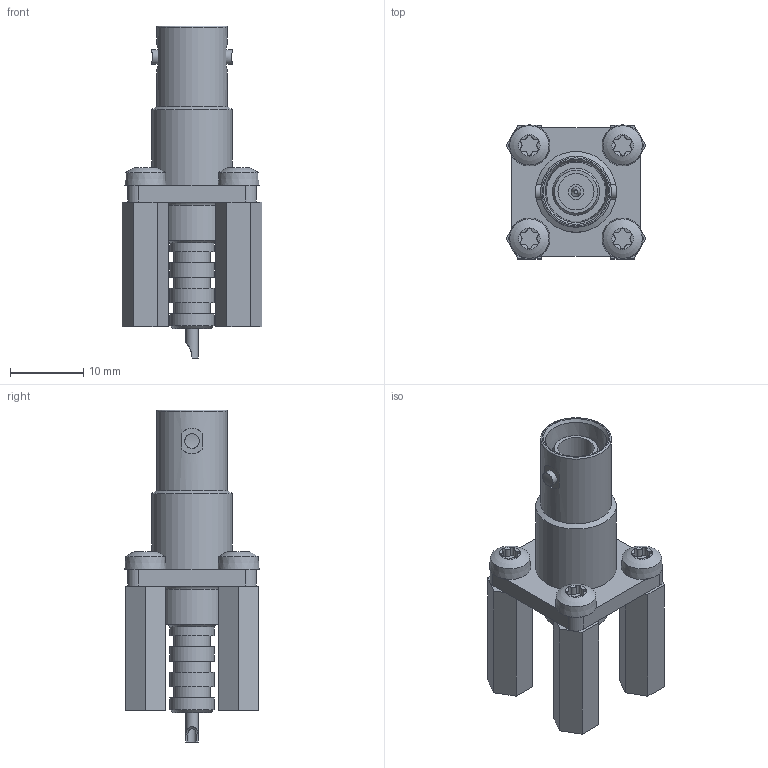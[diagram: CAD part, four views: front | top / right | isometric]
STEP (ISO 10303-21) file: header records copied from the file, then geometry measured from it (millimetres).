
FILE_DESCRIPTION(/* description */ (''),/* implementation_level */ '2;1');
FILE_NAME(/* name */ 'HUBER-SUHNER_EDA-03664-V1-0_misc1_Part1.stp',/* time_stamp */ '2017-09-18T15:14:26+02:00',/* author */ ('jchouvet'),/* organization */ (''),/* preprocessor_version */ 'ST-DEVELOPER v16.1',/* originating_system */ 'AutoCAD Mechanical',/* authorisation */ '');
FILE_SCHEMA (('AUTOMOTIVE_DESIGN { 1 0 10303 214 3 1 1 }'));
Length unit declared in the file: millimetre
Products named in the file (1): Product
Bounding box: 19.05 x 18.3 x 45.25 mm (x, y, z)
Volume: 3849 mm3; surface area: 6431.1 mm2
Topology: 27 solids, 27 shells, 206 faces, 424 edges, 277 vertices
Faces by surface type: cylinder 94, plane 87, cone 19, sphere 4, torus 2
Full cylindrical faces by diameter (mm): 1.2 x1, 1.345 x1, 1.675 x1, 1.98 x2, 2.09 x1, 3 x8, 3.15 x4, 4.93 x1, 5 x3, 6 x4, 6.4 x1, 7.625 x1, 7.75 x1, 8.125 x2, 8.55 x2, 9.64 x1, 11 x1
Entity records: 5842 total; most frequent: CARTESIAN_POINT 1669, DIRECTION 862, ORIENTED_EDGE 708, AXIS2_PLACEMENT_3D 360, EDGE_CURVE 354, EDGE_LOOP 296, VERTEX_POINT 268, FACE_OUTER_BOUND 206
